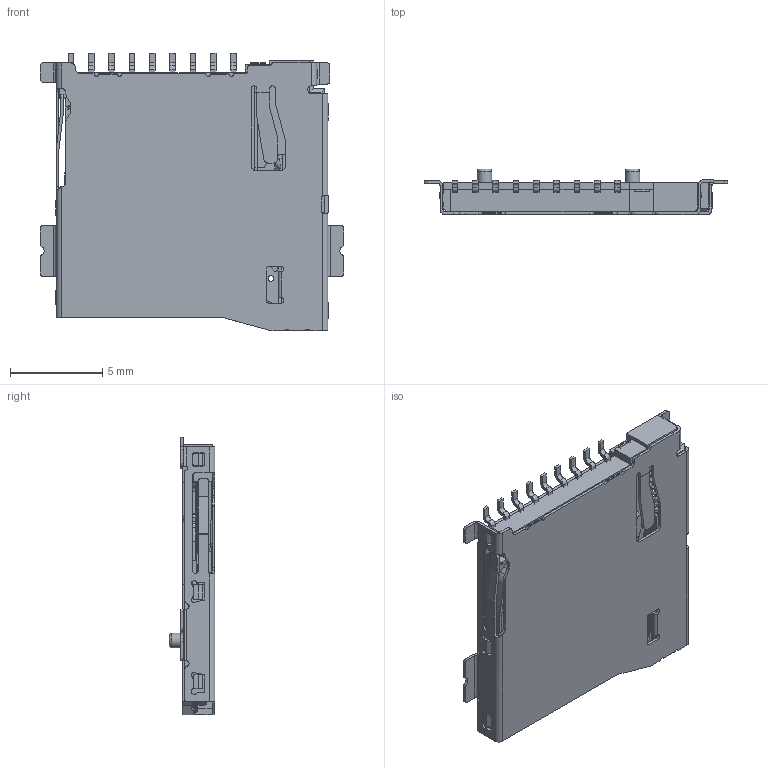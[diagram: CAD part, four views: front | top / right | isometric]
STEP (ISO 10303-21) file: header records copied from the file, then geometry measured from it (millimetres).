
FILE_DESCRIPTION(/* description */ ('Unknown'),/* implementation_level */ '2;1');
FILE_NAME(/* name */ '693071020811',/* time_stamp */ '2019-07-26T11:29:23+02:00',/* author */ ('Unknown'),/* organization */ ('Unknown'),/* preprocessor_version */ 'ST-DEVELOPER v16.7',/* originating_system */ 'DEX',/* authorisation */ $);
FILE_SCHEMA (('AUTOMOTIVE_DESIGN {1 0 10303 214 3 1 1}'));
Length unit declared in the file: millimetre
Products named in the file (8): 693071020811; 693071020811_Housing; 693071020811_Guide; 693071020811_Spring; 693071020811_Contact; 693071020811_Hook; 693071020811_Agraphe; 693071020811_Shielding
Assembly tree (7 placements, depth 2):
  693071020811
    693071020811_Housing
    693071020811_Guide
    693071020811_Spring
    693071020811_Contact
    693071020811_Hook
    693071020811_Agraphe
    693071020811_Shielding
Bounding box: 16.4 x 2.48 x 15.03 mm (x, y, z)
Volume: 149.3 mm3; surface area: 1358.5 mm2
Topology: 16 solids, 16 shells, 1697 faces, 4931 edges, 3271 vertices
Faces by surface type: plane 1067, cylinder 621, torus 8, bspline 1
Full cylindrical faces by diameter (mm): 0.29 x3, 0.3 x1, 0.349 x1, 0.38 x8, 0.4 x2, 0.44 x6, 0.5 x6, 0.54 x2, 0.64 x1, 0.8 x2, 0.94 x1
Entity records: 58217 total; most frequent: CARTESIAN_POINT 12035, ORIENTED_EDGE 9722, DIRECTION 9515, EDGE_CURVE 4861, LINE 3581, VECTOR 3581, VERTEX_POINT 3242, AXIS2_PLACEMENT_3D 2967
